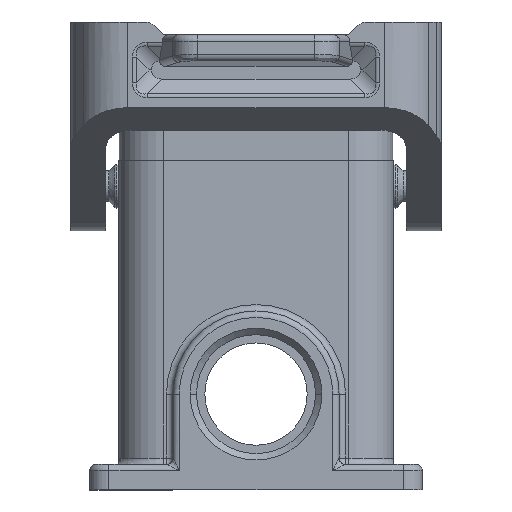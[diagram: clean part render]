
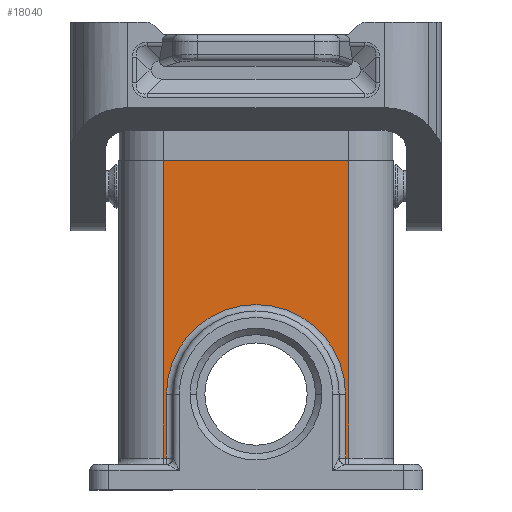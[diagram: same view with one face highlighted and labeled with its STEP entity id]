
A CAD part, left-side view. The second image highlights one B-rep face of the part: STEP entity #18040.
In plain terms, the highlighted face is planar.
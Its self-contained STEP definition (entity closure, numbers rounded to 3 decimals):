
#1170=CARTESIAN_POINT('',(56.325,3.407,0.));
#1180=VERTEX_POINT('',#1170);
#1210=CARTESIAN_POINT('',(0.,3.407,0.));
#1220=DIRECTION('',(-1.,0.,0.));
#1230=VECTOR('',#1220,1.);
#1240=LINE('',#1210,#1230);
#1250=CARTESIAN_POINT('',(27.325,3.407,0.));
#1260=VERTEX_POINT('',#1250);
#1270=EDGE_CURVE('',#1180,#1260,#1240,.T.);
#7560=CARTESIAN_POINT('',(27.825,3.407,-36.5));
#7570=VERTEX_POINT('',#7560);
#7600=CARTESIAN_POINT('',(41.825,3.407,-36.5));
#7610=DIRECTION('',(0.,-1.,0.));
#7620=DIRECTION('',(-1.,0.,0.));
#7630=AXIS2_PLACEMENT_3D('',#7600,#7610,#7620);
#7640=CIRCLE('',#7630,14.);
#7650=CARTESIAN_POINT('',(55.825,3.407,-36.5));
#7660=VERTEX_POINT('',#7650);
#7670=EDGE_CURVE('',#7660,#7570,#7640,.T.);
#15400=CARTESIAN_POINT('',(27.825,3.407,-46.5));
#15410=VERTEX_POINT('',#15400);
#15670=CARTESIAN_POINT('',(55.825,3.407,0.));
#15680=DIRECTION('',(0.,0.,-1.));
#15690=VECTOR('',#15680,1.);
#15700=LINE('',#15670,#15690);
#15710=CARTESIAN_POINT('',(55.825,3.407,-46.5));
#15720=VERTEX_POINT('',#15710);
#15730=EDGE_CURVE('',#7660,#15720,#15700,.T.);
#15980=CARTESIAN_POINT('',(27.825,3.407,0.));
#15990=DIRECTION('',(0.,0.,1.));
#16000=VECTOR('',#15990,1.);
#16010=LINE('',#15980,#16000);
#16020=EDGE_CURVE('',#15410,#7570,#16010,.T.);
#17650=CARTESIAN_POINT('',(0.,3.407,0.));
#17660=DIRECTION('',(-0.,-1.,-0.));
#17670=DIRECTION('',(-1.,0.,0.));
#17680=AXIS2_PLACEMENT_3D('',#17650,#17660,#17670);
#17690=PLANE('',#17680);
#17700=CARTESIAN_POINT('',(0.,3.407,-46.5));
#17710=DIRECTION('',(1.,0.,0.));
#17720=VECTOR('',#17710,1.);
#17730=LINE('',#17700,#17720);
#17740=CARTESIAN_POINT('',(56.325,3.407,-46.5));
#17750=VERTEX_POINT('',#17740);
#17760=EDGE_CURVE('',#15720,#17750,#17730,.T.);
#17770=ORIENTED_EDGE('',*,*,#17760,.T.);
#17780=ORIENTED_EDGE('',*,*,#15730,.T.);
#17790=ORIENTED_EDGE('',*,*,#7670,.F.);
#17800=ORIENTED_EDGE('',*,*,#16020,.T.);
#17810=CARTESIAN_POINT('',(0.,3.407,-46.5));
#17820=DIRECTION('',(1.,0.,0.));
#17830=VECTOR('',#17820,1.);
#17840=LINE('',#17810,#17830);
#17850=CARTESIAN_POINT('',(27.325,3.407,-46.5));
#17860=VERTEX_POINT('',#17850);
#17870=EDGE_CURVE('',#17860,#15410,#17840,.T.);
#17880=ORIENTED_EDGE('',*,*,#17870,.T.);
#17890=CARTESIAN_POINT('',(27.325,3.407,0.));
#17900=DIRECTION('',(0.,0.,1.));
#17910=VECTOR('',#17900,1.);
#17920=LINE('',#17890,#17910);
#17930=EDGE_CURVE('',#17860,#1260,#17920,.T.);
#17940=ORIENTED_EDGE('',*,*,#17930,.F.);
#17950=ORIENTED_EDGE('',*,*,#1270,.T.);
#17960=CARTESIAN_POINT('',(56.325,3.407,0.));
#17970=DIRECTION('',(0.,0.,-1.));
#17980=VECTOR('',#17970,1.);
#17990=LINE('',#17960,#17980);
#18000=EDGE_CURVE('',#1180,#17750,#17990,.T.);
#18010=ORIENTED_EDGE('',*,*,#18000,.F.);
#18020=EDGE_LOOP('',(#18010,#17950,#17940,#17880,#17800,#17790,#17780,
#17770));
#18030=FACE_OUTER_BOUND('',#18020,.T.);
#18040=ADVANCED_FACE('',(#18030),#17690,.T.);
